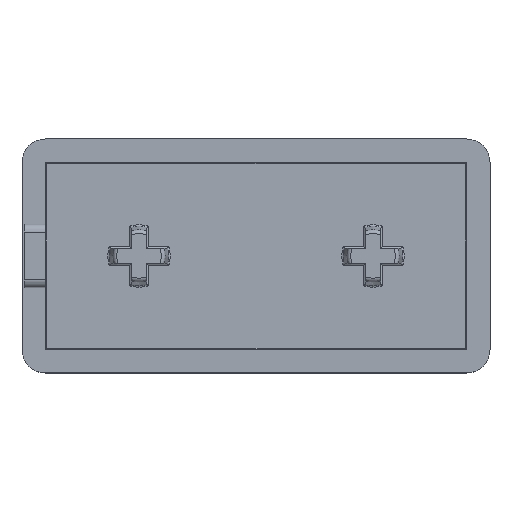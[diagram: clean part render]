
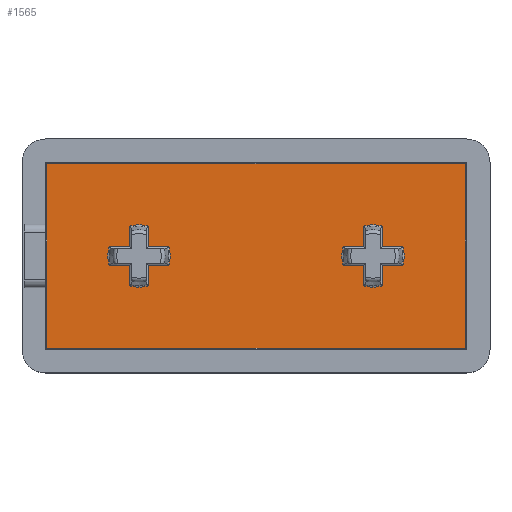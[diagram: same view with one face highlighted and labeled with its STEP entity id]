
A CAD part, top view. The second image highlights one B-rep face of the part: STEP entity #1565.
In plain terms, the highlighted planar face has unit normal (0, 0, 1).
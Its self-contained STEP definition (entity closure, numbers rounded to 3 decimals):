
#32=FACE_BOUND('',#483,.T.);
#33=FACE_BOUND('',#484,.T.);
#35=PLANE('',#1702);
#83=LINE('',#2511,#205);
#84=LINE('',#2513,#206);
#85=LINE('',#2515,#207);
#86=LINE('',#2516,#208);
#87=LINE('',#2519,#209);
#88=LINE('',#2521,#210);
#89=LINE('',#2525,#211);
#90=LINE('',#2527,#212);
#91=LINE('',#2531,#213);
#92=LINE('',#2532,#214);
#93=LINE('',#2534,#215);
#94=LINE('',#2536,#216);
#95=LINE('',#2540,#217);
#96=LINE('',#2542,#218);
#97=LINE('',#2546,#219);
#98=LINE('',#2548,#220);
#99=LINE('',#2552,#221);
#100=LINE('',#2553,#222);
#101=LINE('',#2555,#223);
#102=LINE('',#2557,#224);
#205=VECTOR('',#1920,1000.);
#206=VECTOR('',#1921,1000.);
#207=VECTOR('',#1922,1000.);
#208=VECTOR('',#1923,1000.);
#209=VECTOR('',#1924,1000.);
#210=VECTOR('',#1925,1000.);
#211=VECTOR('',#1928,1000.);
#212=VECTOR('',#1929,1000.);
#213=VECTOR('',#1932,1000.);
#214=VECTOR('',#1933,1000.);
#215=VECTOR('',#1934,1000.);
#216=VECTOR('',#1935,1000.);
#217=VECTOR('',#1938,1000.);
#218=VECTOR('',#1939,1000.);
#219=VECTOR('',#1942,1000.);
#220=VECTOR('',#1943,1000.);
#221=VECTOR('',#1946,1000.);
#222=VECTOR('',#1947,1000.);
#223=VECTOR('',#1948,1000.);
#224=VECTOR('',#1949,1000.);
#382=FACE_OUTER_BOUND('',#482,.T.);
#482=EDGE_LOOP('',(#1104,#1105,#1106,#1107));
#483=EDGE_LOOP('',(#1108,#1109,#1110,#1111,#1112,#1113,#1114,#1115,#1116,
#1117,#1118,#1119));
#484=EDGE_LOOP('',(#1120,#1121,#1122,#1123,#1124,#1125,#1126,#1127,#1128,
#1129,#1130,#1131));
#611=CIRCLE('',#1683,4.);
#613=CIRCLE('',#1686,4.);
#624=CIRCLE('',#1703,4.);
#625=CIRCLE('',#1704,4.);
#626=CIRCLE('',#1705,4.);
#627=CIRCLE('',#1706,4.);
#628=CIRCLE('',#1707,4.);
#629=CIRCLE('',#1708,4.);
#676=VERTEX_POINT('',#2371);
#677=VERTEX_POINT('',#2386);
#680=VERTEX_POINT('',#2406);
#681=VERTEX_POINT('',#2421);
#710=VERTEX_POINT('',#2509);
#711=VERTEX_POINT('',#2510);
#712=VERTEX_POINT('',#2512);
#713=VERTEX_POINT('',#2514);
#714=VERTEX_POINT('',#2517);
#715=VERTEX_POINT('',#2518);
#716=VERTEX_POINT('',#2520);
#717=VERTEX_POINT('',#2522);
#718=VERTEX_POINT('',#2524);
#719=VERTEX_POINT('',#2526);
#720=VERTEX_POINT('',#2528);
#721=VERTEX_POINT('',#2530);
#722=VERTEX_POINT('',#2533);
#723=VERTEX_POINT('',#2535);
#724=VERTEX_POINT('',#2538);
#725=VERTEX_POINT('',#2539);
#726=VERTEX_POINT('',#2541);
#727=VERTEX_POINT('',#2543);
#728=VERTEX_POINT('',#2545);
#729=VERTEX_POINT('',#2547);
#730=VERTEX_POINT('',#2549);
#731=VERTEX_POINT('',#2551);
#732=VERTEX_POINT('',#2554);
#733=VERTEX_POINT('',#2556);
#824=EDGE_CURVE('',#677,#676,#611,.T.);
#828=EDGE_CURVE('',#681,#680,#613,.T.);
#860=EDGE_CURVE('',#710,#711,#83,.T.);
#861=EDGE_CURVE('',#711,#712,#84,.T.);
#862=EDGE_CURVE('',#712,#713,#85,.T.);
#863=EDGE_CURVE('',#713,#710,#86,.T.);
#864=EDGE_CURVE('',#714,#715,#87,.T.);
#865=EDGE_CURVE('',#715,#716,#88,.T.);
#866=EDGE_CURVE('',#716,#717,#624,.T.);
#867=EDGE_CURVE('',#717,#718,#89,.T.);
#868=EDGE_CURVE('',#718,#719,#90,.T.);
#869=EDGE_CURVE('',#719,#720,#625,.T.);
#870=EDGE_CURVE('',#720,#721,#91,.T.);
#871=EDGE_CURVE('',#721,#677,#92,.T.);
#872=EDGE_CURVE('',#676,#722,#93,.T.);
#873=EDGE_CURVE('',#722,#723,#94,.T.);
#874=EDGE_CURVE('',#723,#714,#626,.T.);
#875=EDGE_CURVE('',#724,#725,#95,.T.);
#876=EDGE_CURVE('',#725,#726,#96,.T.);
#877=EDGE_CURVE('',#726,#727,#627,.T.);
#878=EDGE_CURVE('',#727,#728,#97,.T.);
#879=EDGE_CURVE('',#728,#729,#98,.T.);
#880=EDGE_CURVE('',#729,#730,#628,.T.);
#881=EDGE_CURVE('',#730,#731,#99,.T.);
#882=EDGE_CURVE('',#731,#681,#100,.T.);
#883=EDGE_CURVE('',#680,#732,#101,.T.);
#884=EDGE_CURVE('',#732,#733,#102,.T.);
#885=EDGE_CURVE('',#733,#724,#629,.T.);
#1104=ORIENTED_EDGE('',*,*,#860,.T.);
#1105=ORIENTED_EDGE('',*,*,#861,.T.);
#1106=ORIENTED_EDGE('',*,*,#862,.T.);
#1107=ORIENTED_EDGE('',*,*,#863,.T.);
#1108=ORIENTED_EDGE('',*,*,#864,.T.);
#1109=ORIENTED_EDGE('',*,*,#865,.T.);
#1110=ORIENTED_EDGE('',*,*,#866,.T.);
#1111=ORIENTED_EDGE('',*,*,#867,.T.);
#1112=ORIENTED_EDGE('',*,*,#868,.T.);
#1113=ORIENTED_EDGE('',*,*,#869,.T.);
#1114=ORIENTED_EDGE('',*,*,#870,.T.);
#1115=ORIENTED_EDGE('',*,*,#871,.T.);
#1116=ORIENTED_EDGE('',*,*,#824,.T.);
#1117=ORIENTED_EDGE('',*,*,#872,.T.);
#1118=ORIENTED_EDGE('',*,*,#873,.T.);
#1119=ORIENTED_EDGE('',*,*,#874,.T.);
#1120=ORIENTED_EDGE('',*,*,#875,.T.);
#1121=ORIENTED_EDGE('',*,*,#876,.T.);
#1122=ORIENTED_EDGE('',*,*,#877,.T.);
#1123=ORIENTED_EDGE('',*,*,#878,.T.);
#1124=ORIENTED_EDGE('',*,*,#879,.T.);
#1125=ORIENTED_EDGE('',*,*,#880,.T.);
#1126=ORIENTED_EDGE('',*,*,#881,.T.);
#1127=ORIENTED_EDGE('',*,*,#882,.T.);
#1128=ORIENTED_EDGE('',*,*,#828,.T.);
#1129=ORIENTED_EDGE('',*,*,#883,.T.);
#1130=ORIENTED_EDGE('',*,*,#884,.T.);
#1131=ORIENTED_EDGE('',*,*,#885,.T.);
#1565=ADVANCED_FACE('',(#382,#32,#33),#35,.T.);
#1683=AXIS2_PLACEMENT_3D('',#2387,#1864,#1865);
#1686=AXIS2_PLACEMENT_3D('',#2422,#1870,#1871);
#1702=AXIS2_PLACEMENT_3D('',#2508,#1918,#1919);
#1703=AXIS2_PLACEMENT_3D('',#2523,#1926,#1927);
#1704=AXIS2_PLACEMENT_3D('',#2529,#1930,#1931);
#1705=AXIS2_PLACEMENT_3D('',#2537,#1936,#1937);
#1706=AXIS2_PLACEMENT_3D('',#2544,#1940,#1941);
#1707=AXIS2_PLACEMENT_3D('',#2550,#1944,#1945);
#1708=AXIS2_PLACEMENT_3D('',#2558,#1950,#1951);
#1864=DIRECTION('center_axis',(0.,0.,-1.));
#1865=DIRECTION('ref_axis',(1.,0.,0.));
#1870=DIRECTION('center_axis',(0.,0.,-1.));
#1871=DIRECTION('ref_axis',(1.,0.,0.));
#1918=DIRECTION('center_axis',(0.,0.,1.));
#1919=DIRECTION('ref_axis',(1.,0.,0.));
#1920=DIRECTION('',(0.,1.,0.));
#1921=DIRECTION('',(-1.,0.,0.));
#1922=DIRECTION('',(0.,-1.,0.));
#1923=DIRECTION('',(1.,0.,0.));
#1924=DIRECTION('',(0.,1.,0.));
#1925=DIRECTION('',(-1.,0.,0.));
#1926=DIRECTION('center_axis',(0.,0.,-1.));
#1927=DIRECTION('ref_axis',(1.,0.,0.));
#1928=DIRECTION('',(1.,0.,0.));
#1929=DIRECTION('',(0.,1.,0.));
#1930=DIRECTION('center_axis',(0.,0.,-1.));
#1931=DIRECTION('ref_axis',(1.,0.,0.));
#1932=DIRECTION('',(0.,-1.,0.));
#1933=DIRECTION('',(1.,0.,0.));
#1934=DIRECTION('',(-1.,0.,0.));
#1935=DIRECTION('',(0.,-1.,0.));
#1936=DIRECTION('center_axis',(0.,0.,-1.));
#1937=DIRECTION('ref_axis',(1.,0.,0.));
#1938=DIRECTION('',(0.,1.,0.));
#1939=DIRECTION('',(-1.,0.,0.));
#1940=DIRECTION('center_axis',(0.,0.,-1.));
#1941=DIRECTION('ref_axis',(1.,0.,0.));
#1942=DIRECTION('',(1.,0.,0.));
#1943=DIRECTION('',(0.,1.,0.));
#1944=DIRECTION('center_axis',(0.,0.,-1.));
#1945=DIRECTION('ref_axis',(1.,0.,0.));
#1946=DIRECTION('',(0.,-1.,0.));
#1947=DIRECTION('',(1.,0.,0.));
#1948=DIRECTION('',(-1.,0.,0.));
#1949=DIRECTION('',(0.,-1.,0.));
#1950=DIRECTION('center_axis',(0.,0.,-1.));
#1951=DIRECTION('ref_axis',(1.,0.,0.));
#2371=CARTESIAN_POINT('',(3.816,-1.199,3.));
#2386=CARTESIAN_POINT('',(3.816,1.2,3.));
#2387=CARTESIAN_POINT('Origin',(0.,0.,3.));
#2406=CARTESIAN_POINT('',(33.816,-1.199,3.));
#2421=CARTESIAN_POINT('',(33.816,1.2,3.));
#2422=CARTESIAN_POINT('Origin',(30.,0.,3.));
#2508=CARTESIAN_POINT('Origin',(-12.,-12.,3.));
#2509=CARTESIAN_POINT('',(41.8,-11.8,3.));
#2510=CARTESIAN_POINT('',(41.8,11.8,3.));
#2511=CARTESIAN_POINT('',(41.8,-12.,3.));
#2512=CARTESIAN_POINT('',(-11.8,11.8,3.));
#2513=CARTESIAN_POINT('',(-12.,11.8,3.));
#2514=CARTESIAN_POINT('',(-11.8,-11.8,3.));
#2515=CARTESIAN_POINT('',(-11.8,-12.,3.));
#2516=CARTESIAN_POINT('',(-12.,-11.8,3.));
#2517=CARTESIAN_POINT('',(-1.2,-3.816,3.));
#2518=CARTESIAN_POINT('',(-1.2,-1.199,3.));
#2519=CARTESIAN_POINT('',(-1.2,-12.,3.));
#2520=CARTESIAN_POINT('',(-3.816,-1.199,3.));
#2521=CARTESIAN_POINT('',(-12.,-1.199,3.));
#2522=CARTESIAN_POINT('',(-3.816,1.2,3.));
#2523=CARTESIAN_POINT('Origin',(0.,0.,3.));
#2524=CARTESIAN_POINT('',(-1.2,1.2,3.));
#2525=CARTESIAN_POINT('',(-12.,1.2,3.));
#2526=CARTESIAN_POINT('',(-1.2,3.816,3.));
#2527=CARTESIAN_POINT('',(-1.2,-12.,3.));
#2528=CARTESIAN_POINT('',(1.2,3.816,3.));
#2529=CARTESIAN_POINT('Origin',(0.,0.,3.));
#2530=CARTESIAN_POINT('',(1.2,1.2,3.));
#2531=CARTESIAN_POINT('',(1.2,-12.,3.));
#2532=CARTESIAN_POINT('',(-12.,1.2,3.));
#2533=CARTESIAN_POINT('',(1.2,-1.199,3.));
#2534=CARTESIAN_POINT('',(-12.,-1.199,3.));
#2535=CARTESIAN_POINT('',(1.2,-3.816,3.));
#2536=CARTESIAN_POINT('',(1.2,-12.,3.));
#2537=CARTESIAN_POINT('Origin',(0.,0.,3.));
#2538=CARTESIAN_POINT('',(28.8,-3.816,3.));
#2539=CARTESIAN_POINT('',(28.8,-1.199,3.));
#2540=CARTESIAN_POINT('',(28.8,-12.,3.));
#2541=CARTESIAN_POINT('',(26.184,-1.199,3.));
#2542=CARTESIAN_POINT('',(-12.,-1.199,3.));
#2543=CARTESIAN_POINT('',(26.184,1.2,3.));
#2544=CARTESIAN_POINT('Origin',(30.,0.,3.));
#2545=CARTESIAN_POINT('',(28.8,1.2,3.));
#2546=CARTESIAN_POINT('',(-12.,1.2,3.));
#2547=CARTESIAN_POINT('',(28.8,3.816,3.));
#2548=CARTESIAN_POINT('',(28.8,-12.,3.));
#2549=CARTESIAN_POINT('',(31.2,3.816,3.));
#2550=CARTESIAN_POINT('Origin',(30.,0.,3.));
#2551=CARTESIAN_POINT('',(31.2,1.2,3.));
#2552=CARTESIAN_POINT('',(31.2,-12.,3.));
#2553=CARTESIAN_POINT('',(-12.,1.2,3.));
#2554=CARTESIAN_POINT('',(31.2,-1.199,3.));
#2555=CARTESIAN_POINT('',(-12.,-1.199,3.));
#2556=CARTESIAN_POINT('',(31.2,-3.816,3.));
#2557=CARTESIAN_POINT('',(31.2,-12.,3.));
#2558=CARTESIAN_POINT('Origin',(30.,0.,3.));
